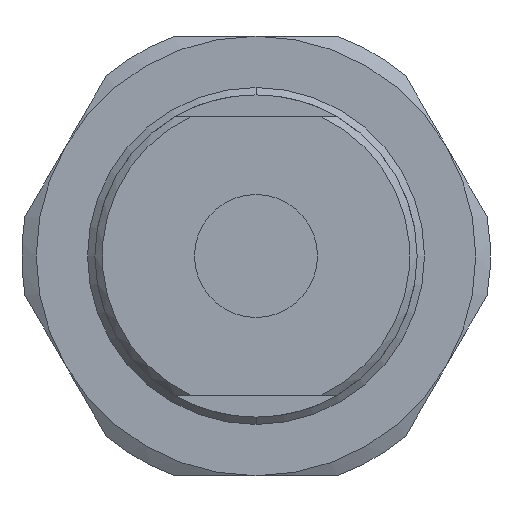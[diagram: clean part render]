
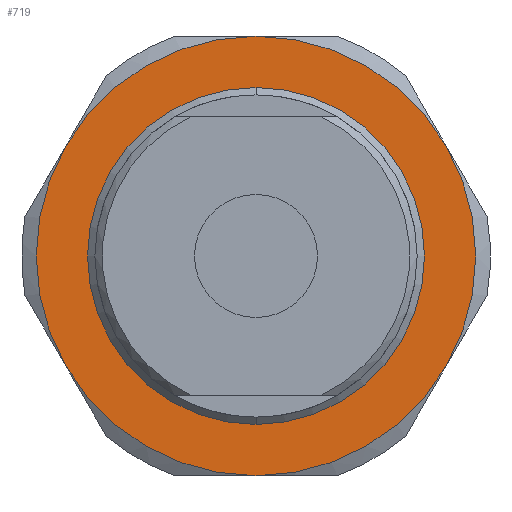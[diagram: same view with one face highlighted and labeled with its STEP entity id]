
A CAD part, front view. The second image highlights one B-rep face of the part: STEP entity #719.
In plain terms, the highlighted planar face has unit normal (0, -1, 0).
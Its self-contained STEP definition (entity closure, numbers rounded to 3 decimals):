
#24=FACE_BOUND('',#246,.F.);
#54=PLANE('',#1518);
#157=FACE_OUTER_BOUND('',#247,.F.);
#246=EDGE_LOOP('',(#613,#614));
#247=EDGE_LOOP('',(#615,#616,#617,#618,#619,#620));
#613=ORIENTED_EDGE('',*,*,#1050,.T.);
#614=ORIENTED_EDGE('',*,*,#1049,.T.);
#615=ORIENTED_EDGE('',*,*,#1045,.F.);
#616=ORIENTED_EDGE('',*,*,#1042,.F.);
#617=ORIENTED_EDGE('',*,*,#1041,.F.);
#618=ORIENTED_EDGE('',*,*,#1046,.F.);
#619=ORIENTED_EDGE('',*,*,#1047,.F.);
#620=ORIENTED_EDGE('',*,*,#1048,.F.);
#719=ADVANCED_FACE('',(#24,#157),#54,.T.);
#908=CIRCLE('',#1373,15.);
#909=CIRCLE('',#1374,15.);
#911=CIRCLE('',#1376,15.);
#912=CIRCLE('',#1377,15.);
#913=CIRCLE('',#1378,15.);
#914=CIRCLE('',#1379,15.);
#915=CIRCLE('',#1380,11.5);
#916=CIRCLE('',#1381,11.5);
#1041=EDGE_CURVE('',#1325,#1328,#908,.T.);
#1042=EDGE_CURVE('',#1328,#1324,#909,.T.);
#1045=EDGE_CURVE('',#1324,#1322,#911,.T.);
#1046=EDGE_CURVE('',#1321,#1325,#912,.T.);
#1047=EDGE_CURVE('',#1320,#1321,#913,.T.);
#1048=EDGE_CURVE('',#1322,#1320,#914,.T.);
#1049=EDGE_CURVE('',#1319,#1318,#915,.T.);
#1050=EDGE_CURVE('',#1318,#1319,#916,.T.);
#1318=VERTEX_POINT('',#2015);
#1319=VERTEX_POINT('',#2016);
#1320=VERTEX_POINT('',#2017);
#1321=VERTEX_POINT('',#2018);
#1322=VERTEX_POINT('',#2019);
#1324=VERTEX_POINT('',#2021);
#1325=VERTEX_POINT('',#2022);
#1328=VERTEX_POINT('',#2025);
#1373=AXIS2_PLACEMENT_3D('',#2078,#1542,#1543);
#1374=AXIS2_PLACEMENT_3D('',#2079,#1544,#1545);
#1376=AXIS2_PLACEMENT_3D('',#2086,#1548,#1549);
#1377=AXIS2_PLACEMENT_3D('',#2087,#1550,#1551);
#1378=AXIS2_PLACEMENT_3D('',#2088,#1552,#1553);
#1379=AXIS2_PLACEMENT_3D('',#2089,#1554,#1555);
#1380=AXIS2_PLACEMENT_3D('',#2090,#1556,#1557);
#1381=AXIS2_PLACEMENT_3D('',#2091,#1558,#1559);
#1518=AXIS2_PLACEMENT_3D('',#2516,#1900,#1901);
#1542=DIRECTION('',(0.,-1.,0.));
#1543=DIRECTION('',(0.,0.,1.));
#1544=DIRECTION('',(0.,-1.,0.));
#1545=DIRECTION('',(-0.866,0.,0.5));
#1548=DIRECTION('',(0.,-1.,0.));
#1549=DIRECTION('',(-0.866,0.,-0.5));
#1550=DIRECTION('',(0.,-1.,0.));
#1551=DIRECTION('',(0.866,0.,0.5));
#1552=DIRECTION('',(0.,-1.,0.));
#1553=DIRECTION('',(0.866,0.,-0.5));
#1554=DIRECTION('',(0.,-1.,0.));
#1555=DIRECTION('',(0.,0.,-1.));
#1556=DIRECTION('',(0.,-1.,0.));
#1557=DIRECTION('',(0.,0.,1.));
#1558=DIRECTION('',(0.,-1.,0.));
#1559=DIRECTION('',(0.,0.,-1.));
#1900=DIRECTION('',(0.,-1.,0.));
#1901=DIRECTION('',(0.,0.,1.));
#2015=CARTESIAN_POINT('',(0.,9.,-11.5));
#2016=CARTESIAN_POINT('',(0.,9.,11.5));
#2017=CARTESIAN_POINT('',(12.99,9.,-7.5));
#2018=CARTESIAN_POINT('',(12.99,9.,7.5));
#2019=CARTESIAN_POINT('',(0.,9.,-15.));
#2021=CARTESIAN_POINT('',(-12.99,9.,-7.5));
#2022=CARTESIAN_POINT('',(0.,9.,15.));
#2025=CARTESIAN_POINT('',(-12.99,9.,7.5));
#2078=CARTESIAN_POINT('',(0.,9.,0.));
#2079=CARTESIAN_POINT('',(0.,9.,0.));
#2086=CARTESIAN_POINT('',(0.,9.,0.));
#2087=CARTESIAN_POINT('',(0.,9.,0.));
#2088=CARTESIAN_POINT('',(0.,9.,0.));
#2089=CARTESIAN_POINT('',(0.,9.,0.));
#2090=CARTESIAN_POINT('',(0.,9.,0.));
#2091=CARTESIAN_POINT('',(0.,9.,0.));
#2516=CARTESIAN_POINT('',(16.458,9.,-16.5));
